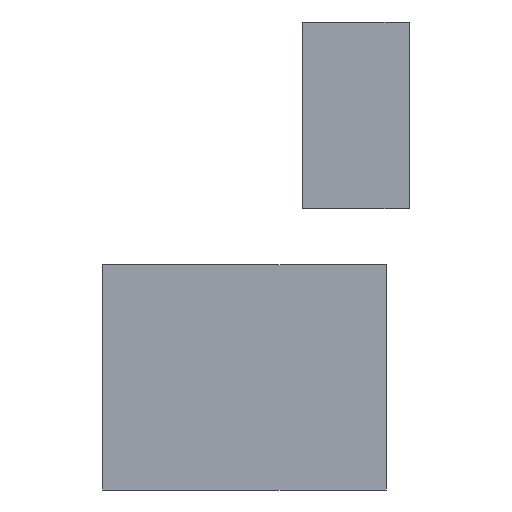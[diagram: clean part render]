
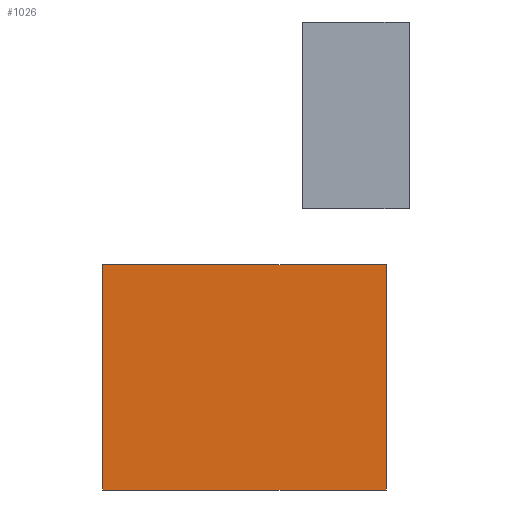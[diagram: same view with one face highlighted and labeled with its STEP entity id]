
A CAD part, front view. The second image highlights one B-rep face of the part: STEP entity #1026.
In plain terms, the highlighted planar face has unit normal (0, -1, 0).
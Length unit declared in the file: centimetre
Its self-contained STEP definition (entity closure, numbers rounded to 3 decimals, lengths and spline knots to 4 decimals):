
#106=FACE_OUTER_BOUND('',#176,.T.);
#176=EDGE_LOOP('',(#901,#902,#903,#904));
#293=LINE('',#1663,#413);
#294=LINE('',#1665,#414);
#295=LINE('',#1667,#415);
#296=LINE('',#1668,#416);
#413=VECTOR('',#1371,1.);
#414=VECTOR('',#1372,1.);
#415=VECTOR('',#1373,1.);
#416=VECTOR('',#1374,1.);
#513=VERTEX_POINT('',#1661);
#514=VERTEX_POINT('',#1662);
#515=VERTEX_POINT('',#1664);
#516=VERTEX_POINT('',#1666);
#645=EDGE_CURVE('',#513,#514,#293,.T.);
#646=EDGE_CURVE('',#514,#515,#294,.T.);
#647=EDGE_CURVE('',#515,#516,#295,.T.);
#648=EDGE_CURVE('',#516,#513,#296,.T.);
#901=ORIENTED_EDGE('',*,*,#645,.T.);
#902=ORIENTED_EDGE('',*,*,#646,.T.);
#903=ORIENTED_EDGE('',*,*,#647,.T.);
#904=ORIENTED_EDGE('',*,*,#648,.T.);
#969=PLANE('',#1114);
#1026=ADVANCED_FACE('',(#106),#969,.F.);
#1114=AXIS2_PLACEMENT_3D('',#1660,#1369,#1370);
#1369=DIRECTION('center_axis',(0.,1.,0.));
#1370=DIRECTION('ref_axis',(0.,0.,-1.));
#1371=DIRECTION('',(1.,0.,0.));
#1372=DIRECTION('',(0.,0.,1.));
#1373=DIRECTION('',(-1.,0.,0.));
#1374=DIRECTION('',(0.,0.,-1.));
#1660=CARTESIAN_POINT('Origin',(-2.5675,8.8673,-7.485));
#1661=CARTESIAN_POINT('',(-8.8575,8.8673,-12.485));
#1662=CARTESIAN_POINT('',(3.7225,8.8673,-12.485));
#1663=CARTESIAN_POINT('',(-2.5675,8.8673,-12.485));
#1664=CARTESIAN_POINT('',(3.7225,8.8673,-2.485));
#1665=CARTESIAN_POINT('',(3.7225,8.8673,-7.485));
#1666=CARTESIAN_POINT('',(-8.8575,8.8673,-2.485));
#1667=CARTESIAN_POINT('',(-2.5675,8.8673,-2.485));
#1668=CARTESIAN_POINT('',(-8.8575,8.8673,-7.485));
